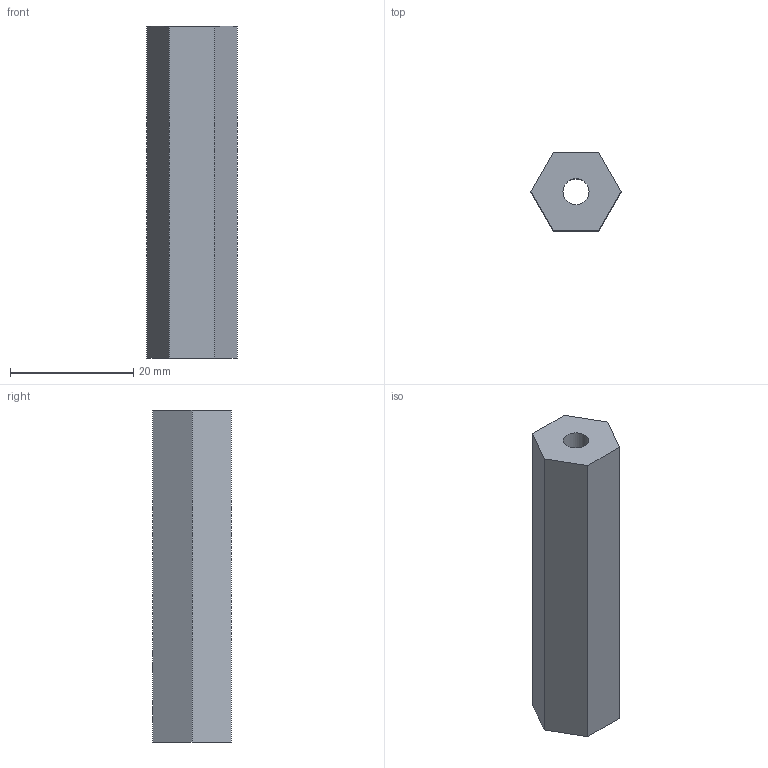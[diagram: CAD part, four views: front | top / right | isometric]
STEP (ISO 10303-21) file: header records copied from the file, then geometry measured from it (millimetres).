
FILE_DESCRIPTION(/* description */ (''),/* implementation_level */ '2;1');
FILE_NAME(/* name */ '8mm to half inch shaft.step',/* time_stamp */ '2023-08-22T22:12:53-04:00',/* author */ (''),/* organization */ (''),/* preprocessor_version */ 'ST-DEVELOPER v20',/* originating_system */ 'Autodesk Translation Framework v12.9.0.99',/* authorisation */ '');
FILE_SCHEMA (('AUTOMOTIVE_DESIGN { 1 0 10303 214 3 1 1 }'));
Length unit declared in the file: millimetre
Products named in the file (1): 8mmDto 1/2 hex
Bounding box: 14.66 x 12.7 x 53.98 mm (x, y, z)
Volume: 6013.1 mm3; surface area: 3598 mm2
Topology: 1 solids, 1 shells, 13 faces, 32 edges, 22 vertices
Faces by surface type: plane 9, cylinder 4
Full cylindrical faces by diameter (mm): 3.332 x2, 4.234 x1, 8 x1
Entity records: 493 total; most frequent: CARTESIAN_POINT 136, ORIENTED_EDGE 64, DIRECTION 62, EDGE_CURVE 32, LINE 22, VECTOR 22, VERTEX_POINT 22, EDGE_LOOP 20
